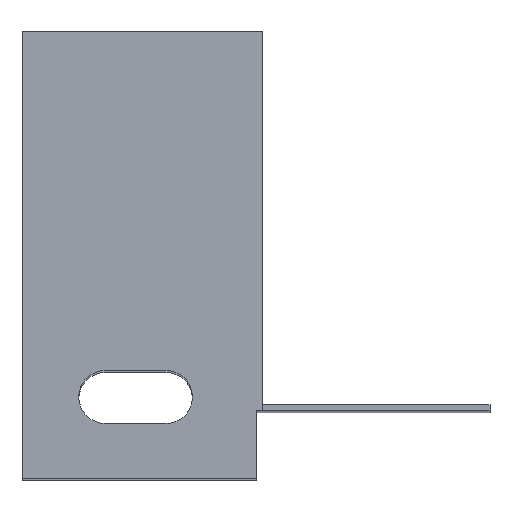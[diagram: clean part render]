
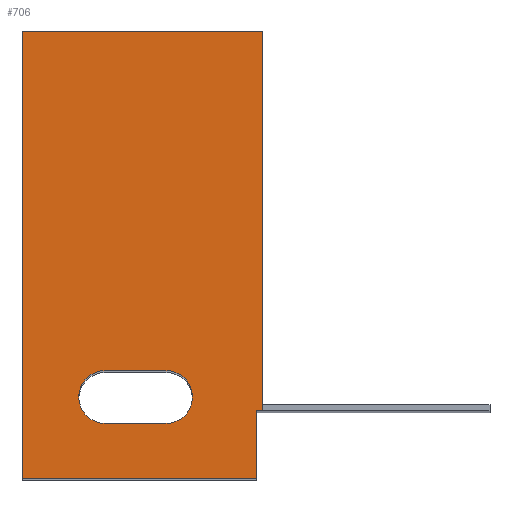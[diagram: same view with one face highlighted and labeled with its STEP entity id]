
A CAD part, top view. The second image highlights one B-rep face of the part: STEP entity #706.
In plain terms, the highlighted planar face has unit normal (0, 0, 1).
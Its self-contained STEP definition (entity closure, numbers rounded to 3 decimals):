
#4 = EDGE_LOOP ( 'NONE', ( #41, #813, #726, #72 ) ) ;
#11 = VERTEX_POINT ( 'NONE', #150 ) ;
#22 = DIRECTION ( 'NONE',  ( -1., 0., 0. ) ) ;
#26 = VECTOR ( 'NONE', #674, 1000. ) ;
#41 = ORIENTED_EDGE ( 'NONE', *, *, #419, .F. ) ;
#43 = CARTESIAN_POINT ( 'NONE',  ( 1492.5, -1., 149.8 ) ) ;
#47 = CARTESIAN_POINT ( 'NONE',  ( 1493.5, -49.3, 149.8 ) ) ;
#57 = VERTEX_POINT ( 'NONE', #513 ) ;
#72 = ORIENTED_EDGE ( 'NONE', *, *, #305, .F. ) ;
#78 = ORIENTED_EDGE ( 'NONE', *, *, #365, .F. ) ;
#93 = FACE_BOUND ( 'NONE', #4, .T. ) ;
#107 = VERTEX_POINT ( 'NONE', #516 ) ;
#109 = DIRECTION ( 'NONE',  ( 1., 0., 0. ) ) ;
#135 = VECTOR ( 'NONE', #294, 1000. ) ;
#141 = DIRECTION ( 'NONE',  ( 0., 1., 0. ) ) ;
#143 = CARTESIAN_POINT ( 'NONE',  ( 1481.5, -47.5, 149.8 ) ) ;
#147 = LINE ( 'NONE', #763, #505 ) ;
#150 = CARTESIAN_POINT ( 'NONE',  ( 1494.3, -49.3, 149.8 ) ) ;
#155 = DIRECTION ( 'NONE',  ( 0., 0., 1. ) ) ;
#172 = EDGE_CURVE ( 'NONE', #789, #11, #376, .T. ) ;
#178 = LINE ( 'NONE', #436, #26 ) ;
#185 = ORIENTED_EDGE ( 'NONE', *, *, #351, .F. ) ;
#203 = EDGE_CURVE ( 'NONE', #11, #276, #618, .T. ) ;
#209 = DIRECTION ( 'NONE',  ( 1., 0., 0. ) ) ;
#256 = ORIENTED_EDGE ( 'NONE', *, *, #322, .T. ) ;
#261 = VERTEX_POINT ( 'NONE', #595 ) ;
#271 = CARTESIAN_POINT ( 'NONE',  ( 1494.3, -48.5, 149.8 ) ) ;
#276 = VERTEX_POINT ( 'NONE', #271 ) ;
#283 = LINE ( 'NONE', #555, #135 ) ;
#294 = DIRECTION ( 'NONE',  ( 0., 1., 0. ) ) ;
#297 = ORIENTED_EDGE ( 'NONE', *, *, #203, .T. ) ;
#305 = EDGE_CURVE ( 'NONE', #107, #868, #313, .T. ) ;
#307 = VERTEX_POINT ( 'NONE', #427 ) ;
#313 = LINE ( 'NONE', #605, #454 ) ;
#319 = EDGE_CURVE ( 'NONE', #307, #535, #659, .T. ) ;
#322 = EDGE_CURVE ( 'NONE', #261, #789, #585, .T. ) ;
#326 = DIRECTION ( 'NONE',  ( 0., -1., 0. ) ) ;
#330 = EDGE_CURVE ( 'NONE', #868, #307, #721, .T. ) ;
#334 = EDGE_CURVE ( 'NONE', #57, #602, #283, .T. ) ;
#351 = EDGE_CURVE ( 'NONE', #423, #276, #178, .T. ) ;
#365 = EDGE_CURVE ( 'NONE', #261, #57, #147, .T. ) ;
#369 = CARTESIAN_POINT ( 'NONE',  ( 1481.5, -44., 149.8 ) ) ;
#370 = ORIENTED_EDGE ( 'NONE', *, *, #380, .T. ) ;
#376 = LINE ( 'NONE', #525, #441 ) ;
#380 = EDGE_CURVE ( 'NONE', #423, #602, #658, .T. ) ;
#381 = VECTOR ( 'NONE', #402, 1000. ) ;
#387 = CARTESIAN_POINT ( 'NONE',  ( 1473.5, -44., 149.8 ) ) ;
#402 = DIRECTION ( 'NONE',  ( 0., 1., 0. ) ) ;
#405 = VECTOR ( 'NONE', #141, 1000. ) ;
#419 = EDGE_CURVE ( 'NONE', #535, #107, #622, .T. ) ;
#423 = VERTEX_POINT ( 'NONE', #511 ) ;
#427 = CARTESIAN_POINT ( 'NONE',  ( 1481.5, -44., 149.8 ) ) ;
#436 = CARTESIAN_POINT ( 'NONE',  ( 1494.3, -1.5, 149.8 ) ) ;
#441 = VECTOR ( 'NONE', #109, 1000. ) ;
#445 = CARTESIAN_POINT ( 'NONE',  ( 1493.5, 0.8, 149.8 ) ) ;
#454 = VECTOR ( 'NONE', #663, 1000. ) ;
#467 = CARTESIAN_POINT ( 'NONE',  ( 1494.3, -49.3, 149.8 ) ) ;
#505 = VECTOR ( 'NONE', #844, 1000. ) ;
#507 = VECTOR ( 'NONE', #22, 1000. ) ;
#508 = DIRECTION ( 'NONE',  ( -1., 0., 0. ) ) ;
#511 = CARTESIAN_POINT ( 'NONE',  ( 1494.3, 0.8, 149.8 ) ) ;
#513 = CARTESIAN_POINT ( 'NONE',  ( 1462.5, -58.3, 149.8 ) ) ;
#516 = CARTESIAN_POINT ( 'NONE',  ( 1473.5, -51., 149.8 ) ) ;
#525 = CARTESIAN_POINT ( 'NONE',  ( 1494.3, -49.3, 149.8 ) ) ;
#535 = VERTEX_POINT ( 'NONE', #387 ) ;
#541 = ORIENTED_EDGE ( 'NONE', *, *, #172, .T. ) ;
#555 = CARTESIAN_POINT ( 'NONE',  ( 1462.5, -1., 149.8 ) ) ;
#567 = CARTESIAN_POINT ( 'NONE',  ( 1473.5, -47.5, 149.8 ) ) ;
#574 = PLANE ( 'NONE',  #748 ) ;
#585 = LINE ( 'NONE', #610, #405 ) ;
#595 = CARTESIAN_POINT ( 'NONE',  ( 1493.5, -58.3, 149.8 ) ) ;
#602 = VERTEX_POINT ( 'NONE', #777 ) ;
#605 = CARTESIAN_POINT ( 'NONE',  ( 1473.5, -51., 149.8 ) ) ;
#609 = ORIENTED_EDGE ( 'NONE', *, *, #334, .F. ) ;
#610 = CARTESIAN_POINT ( 'NONE',  ( 1493.5, -58.3, 149.8 ) ) ;
#613 = DIRECTION ( 'NONE',  ( 0., 0., 1. ) ) ;
#618 = LINE ( 'NONE', #467, #381 ) ;
#622 = CIRCLE ( 'NONE', #778, 3.5 ) ;
#626 = DIRECTION ( 'NONE',  ( 1., 0., 0. ) ) ;
#658 = LINE ( 'NONE', #445, #774 ) ;
#659 = LINE ( 'NONE', #369, #507 ) ;
#663 = DIRECTION ( 'NONE',  ( 1., 0., 0. ) ) ;
#674 = DIRECTION ( 'NONE',  ( 0., -1., 0. ) ) ;
#705 = DIRECTION ( 'NONE',  ( 0., 0., 1. ) ) ;
#706 = ADVANCED_FACE ( 'NONE', ( #758, #93 ), #574, .T. ) ;
#713 = CARTESIAN_POINT ( 'NONE',  ( 1481.5, -51., 149.8 ) ) ;
#721 = CIRCLE ( 'NONE', #798, 3.5 ) ;
#726 = ORIENTED_EDGE ( 'NONE', *, *, #330, .F. ) ;
#748 = AXIS2_PLACEMENT_3D ( 'NONE', #43, #705, #326 ) ;
#752 = EDGE_LOOP ( 'NONE', ( #297, #185, #370, #609, #78, #256, #541 ) ) ;
#758 = FACE_OUTER_BOUND ( 'NONE', #752, .T. ) ;
#763 = CARTESIAN_POINT ( 'NONE',  ( 1492.5, -58.3, 149.8 ) ) ;
#774 = VECTOR ( 'NONE', #508, 1000. ) ;
#777 = CARTESIAN_POINT ( 'NONE',  ( 1462.5, 0.8, 149.8 ) ) ;
#778 = AXIS2_PLACEMENT_3D ( 'NONE', #567, #155, #626 ) ;
#789 = VERTEX_POINT ( 'NONE', #47 ) ;
#798 = AXIS2_PLACEMENT_3D ( 'NONE', #143, #613, #209 ) ;
#813 = ORIENTED_EDGE ( 'NONE', *, *, #319, .F. ) ;
#844 = DIRECTION ( 'NONE',  ( -1., 0., 0. ) ) ;
#868 = VERTEX_POINT ( 'NONE', #713 ) ;
